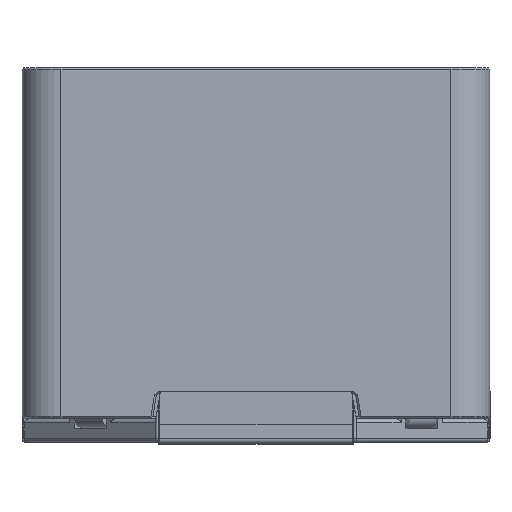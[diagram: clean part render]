
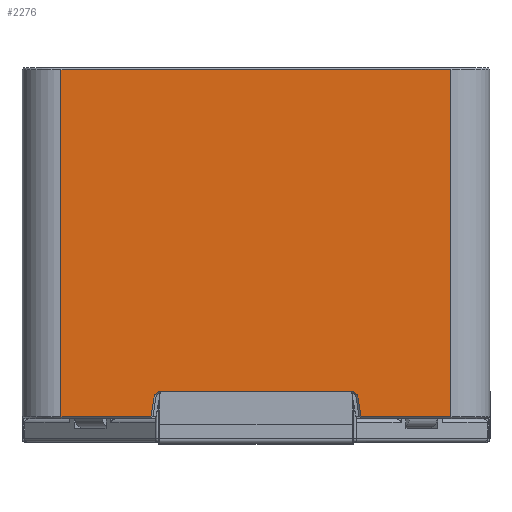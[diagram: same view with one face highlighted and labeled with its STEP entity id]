
A CAD part, front view. The second image highlights one B-rep face of the part: STEP entity #2276.
In plain terms, the highlighted planar face has unit normal (0, -1, 0).
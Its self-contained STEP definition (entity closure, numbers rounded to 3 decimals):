
#2276 = ADVANCED_FACE( '', ( #4488 ), #4489, .T. );
#4488 = FACE_OUTER_BOUND( '', #6794, .T. );
#4489 = PLANE( '', #6795 );
#6794 = EDGE_LOOP( '', ( #13127, #13128, #13129, #13130, #13131, #13132, #13133, #13134, #13135, #13136 ) );
#6795 = AXIS2_PLACEMENT_3D( '', #13137, #13138, #13139 );
#13127 = ORIENTED_EDGE( '', *, *, #14933, .T. );
#13128 = ORIENTED_EDGE( '', *, *, #15608, .T. );
#13129 = ORIENTED_EDGE( '', *, *, #15917, .T. );
#13130 = ORIENTED_EDGE( '', *, *, #15062, .T. );
#13131 = ORIENTED_EDGE( '', *, *, #15479, .T. );
#13132 = ORIENTED_EDGE( '', *, *, #14704, .T. );
#13133 = ORIENTED_EDGE( '', *, *, #15231, .T. );
#13134 = ORIENTED_EDGE( '', *, *, #15562, .F. );
#13135 = ORIENTED_EDGE( '', *, *, #15656, .T. );
#13136 = ORIENTED_EDGE( '', *, *, #15150, .F. );
#13137 = CARTESIAN_POINT( '', ( -6., -6., -9. ) );
#13138 = DIRECTION( '', ( 0., -1., 0. ) );
#13139 = DIRECTION( '', ( 0., 0., -1. ) );
#14704 = EDGE_CURVE( '', #17998, #17996, #17999, .T. );
#14933 = EDGE_CURVE( '', #18312, #18310, #18313, .T. );
#15062 = EDGE_CURVE( '', #18494, #17879, #18495, .T. );
#15150 = EDGE_CURVE( '', #18312, #18619, #18620, .T. );
#15231 = EDGE_CURVE( '', #17996, #18728, #18730, .T. );
#15479 = EDGE_CURVE( '', #17879, #17998, #19035, .F. );
#15562 = EDGE_CURVE( '', #19128, #18728, #19130, .T. );
#15608 = EDGE_CURVE( '', #18310, #15964, #19180, .T. );
#15656 = EDGE_CURVE( '', #19128, #18619, #19238, .T. );
#15917 = EDGE_CURVE( '', #15964, #18494, #19517, .T. );
#15964 = VERTEX_POINT( '', #19564 );
#17879 = VERTEX_POINT( '', #22942 );
#17996 = VERTEX_POINT( '', #23141 );
#17998 = VERTEX_POINT( '', #23144 );
#17999 = LINE( '', #23145, #23146 );
#18310 = VERTEX_POINT( '', #23628 );
#18312 = VERTEX_POINT( '', #23631 );
#18313 = LINE( '', #23632, #23633 );
#18494 = VERTEX_POINT( '', #23878 );
#18495 = LINE( '', #23879, #23880 );
#18619 = VERTEX_POINT( '', #24077 );
#18620 = LINE( '', #24078, #24079 );
#18728 = VERTEX_POINT( '', #24235 );
#18730 = LINE( '', #24238, #24239 );
#19035 = LINE( '', #24726, #24727 );
#19128 = VERTEX_POINT( '', #24881 );
#19130 = LINE( '', #24884, #24885 );
#19180 = LINE( '', #24989, #24990 );
#19238 = LINE( '', #25096, #25097 );
#19517 = LINE( '', #25570, #25571 );
#19564 = CARTESIAN_POINT( '', ( 5., -6., -8.95 ) );
#22942 = CARTESIAN_POINT( '', ( -5., -6., -0.05 ) );
#23141 = CARTESIAN_POINT( '', ( -2.693, -6., -8.95 ) );
#23144 = CARTESIAN_POINT( '', ( -5., -6., -8.95 ) );
#23145 = CARTESIAN_POINT( '', ( -2.65, -6., -8.95 ) );
#23146 = VECTOR( '', #26985, 1000. );
#23628 = CARTESIAN_POINT( '', ( 2.693, -6., -8.95 ) );
#23631 = CARTESIAN_POINT( '', ( 2.607, -6., -8.392 ) );
#23632 = CARTESIAN_POINT( '', ( 2.499, -6., -7.692 ) );
#23633 = VECTOR( '', #27271, 1000. );
#23878 = CARTESIAN_POINT( '', ( 5., -6., -0.05 ) );
#23879 = CARTESIAN_POINT( '', ( -6., -6., -0.05 ) );
#23880 = VECTOR( '', #27439, 1000. );
#24077 = CARTESIAN_POINT( '', ( 2.5, -6., -8.3 ) );
#24078 = CARTESIAN_POINT( '', ( -2.05, -6., -4.396 ) );
#24079 = VECTOR( '', #27516, 1000. );
#24235 = CARTESIAN_POINT( '', ( -2.607, -6., -8.392 ) );
#24238 = CARTESIAN_POINT( '', ( -2.777, -6., -9.496 ) );
#24239 = VECTOR( '', #27608, 1000. );
#24726 = CARTESIAN_POINT( '', ( -5., -6., -9. ) );
#24727 = VECTOR( '', #27843, 1000. );
#24881 = CARTESIAN_POINT( '', ( -2.5, -6., -8.3 ) );
#24884 = CARTESIAN_POINT( '', ( -4.862, -6., -10.326 ) );
#24885 = VECTOR( '', #27908, 1000. );
#24989 = CARTESIAN_POINT( '', ( 5., -6., -8.95 ) );
#24990 = VECTOR( '', #27941, 1000. );
#25096 = CARTESIAN_POINT( '', ( -6., -6., -8.3 ) );
#25097 = VECTOR( '', #27978, 1000. );
#25570 = CARTESIAN_POINT( '', ( 5., -6., -9. ) );
#25571 = VECTOR( '', #28121, 1000. );
#26985 = DIRECTION( '', ( 1., 0., 0. ) );
#27271 = DIRECTION( '', ( 0.152, 0., -0.988 ) );
#27439 = DIRECTION( '', ( -1., 0., 0. ) );
#27516 = DIRECTION( '', ( -0.759, 0., 0.651 ) );
#27608 = DIRECTION( '', ( 0.152, 0., 0.988 ) );
#27843 = DIRECTION( '', ( 0., 0., 1. ) );
#27908 = DIRECTION( '', ( -0.759, 0., -0.651 ) );
#27941 = DIRECTION( '', ( 1., 0., 0. ) );
#27978 = DIRECTION( '', ( 1., 0., 0. ) );
#28121 = DIRECTION( '', ( 0., 0., 1. ) );
